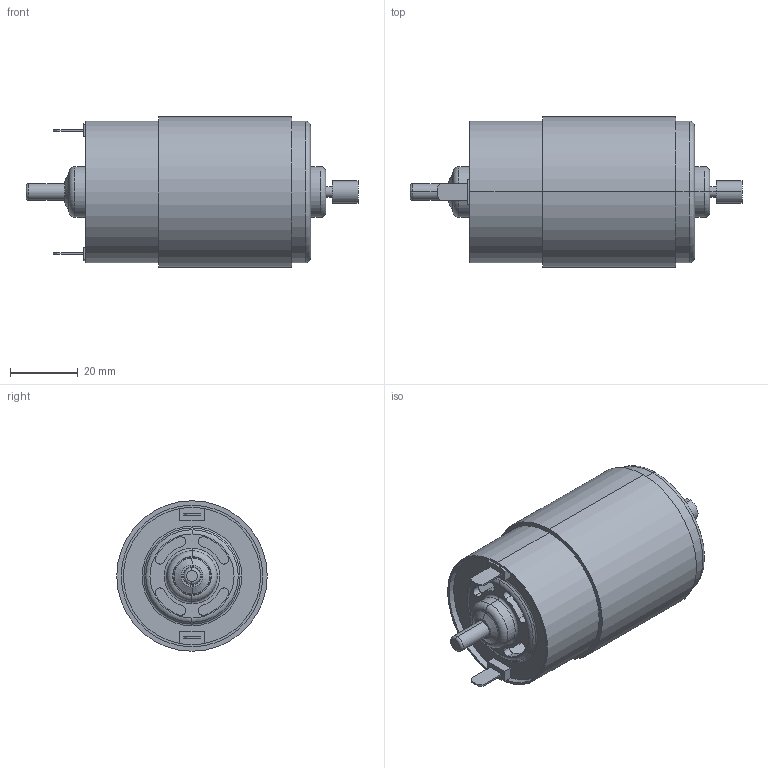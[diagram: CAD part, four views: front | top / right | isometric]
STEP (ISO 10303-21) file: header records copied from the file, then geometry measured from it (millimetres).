
FILE_DESCRIPTION (( 'STEP AP214' ), '1' );
FILE_NAME ('am-2765 RS775-5 Motor, Encoder Ready for PG71 and PG188 Gearbox.STEP', '2016-01-26T15:55:15', ( '' ), ( '' ), 'SwSTEP 2.0', 'SolidWorks 2014', '' );
FILE_SCHEMA (( 'AUTOMOTIVE_DESIGN' ));
Length unit declared in the file: inch
Products named in the file (1): am-2765 RS775-5 Motor, Encoder Ready for PG71 and PG188 Gearbox
Bounding box: 98.18 x 44.5 x 44.5 mm (x, y, z)
Volume: 38920.5 mm3; surface area: 26528.5 mm2
Topology: 1 solids, 1 shells, 128 faces, 303 edges, 194 vertices
Faces by surface type: cylinder 59, plane 47, torus 18, cone 4
Entity records: 3995 total; most frequent: DIRECTION 721, CARTESIAN_POINT 626, ORIENTED_EDGE 606, EDGE_CURVE 303, AXIS2_PLACEMENT_3D 289, VERTEX_POINT 194, CIRCLE 160, EDGE_LOOP 151
